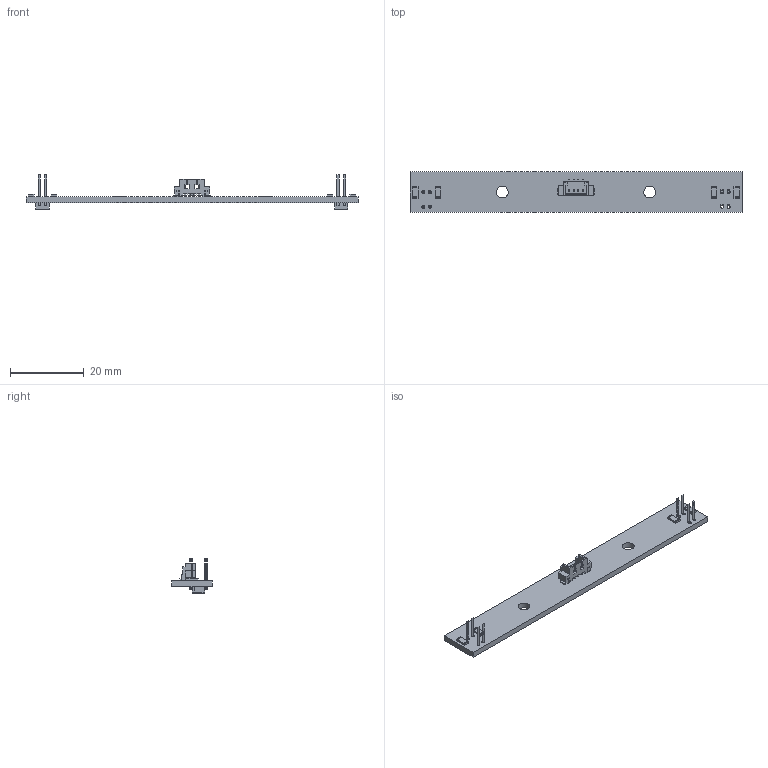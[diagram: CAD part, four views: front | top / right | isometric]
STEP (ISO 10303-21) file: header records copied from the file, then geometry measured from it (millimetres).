
FILE_DESCRIPTION(('KiCad electronic assembly'),'2;1');
FILE_NAME('QRE MiniBoards.step','2024-01-26T17:15:04',('Pcbnew'),( 'Kicad'),'Open CASCADE STEP processor 7.6','KiCad to STEP converter' ,'Unknown');
FILE_SCHEMA(('AUTOMOTIVE_DESIGN { 1 0 10303 214 1 1 1 1 }'));
Length unit declared in the file: millimetre
Products named in the file (8): QRE MiniBoards 1; R_1206_3216Metric; SOLID; Molex_PicoBlade_53398-0471_1x04-1MP_P1.25mm_Vertical; QRE1113; COMPOUND; QRE MiniBoards PCB
Assembly tree (11 placements, depth 3):
  QRE MiniBoards 1
    R_1206_3216Metric  x4
      SOLID
    Molex_PicoBlade_53398-0471_1x04-1MP_P1.25mm_Vertical
      SOLID
    QRE1113  x2
      COMPOUND
    QRE MiniBoards PCB
Bounding box: 90 x 11.05 x 9.25 mm (x, y, z)
Volume: 1679.7 mm3; surface area: 2876.7 mm2
Topology: 20 solids, 20 shells, 449 faces, 1163 edges, 766 vertices
Faces by surface type: plane 375, cylinder 50, bspline 24
Full cylindrical faces by diameter (mm): 0.8 x8, 3.2 x2
Entity records: 21189 total; most frequent: CARTESIAN_POINT 3808, DIRECTION 2875, LINE 2152, VECTOR 2152, ORIENTED_EDGE 1564, PCURVE 1564, DEFINITIONAL_REPRESENTATION 1564, EDGE_CURVE 782
